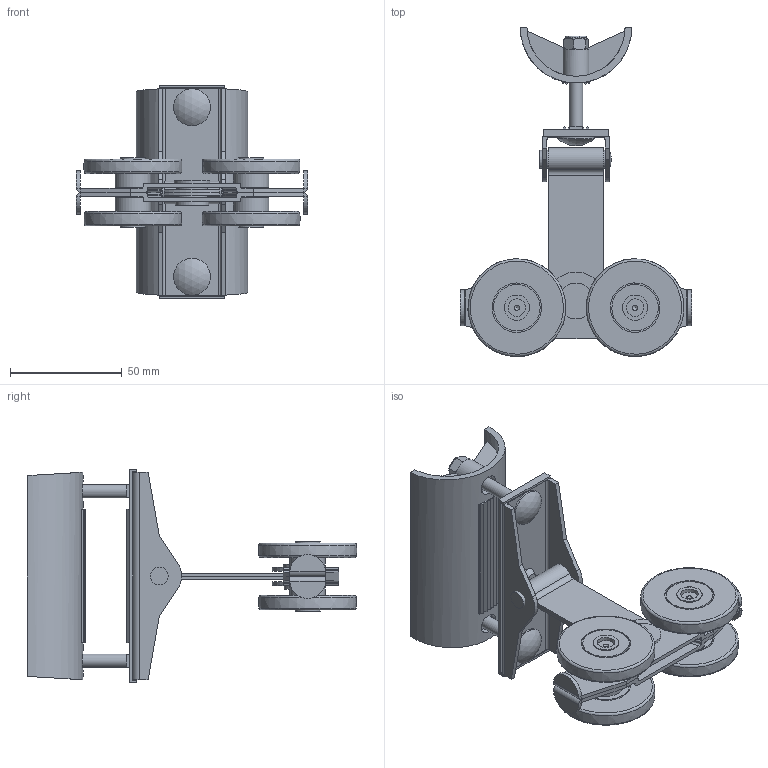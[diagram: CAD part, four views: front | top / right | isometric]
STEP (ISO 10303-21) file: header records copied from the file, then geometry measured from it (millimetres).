
FILE_DESCRIPTION((''),'2;1');
FILE_NAME('2452P.stp','2013-11-07T10:40:28',('DOMINIQUE'),(''),'Autodesk Inventor 2013','Autodesk Inventor 2013','');
FILE_SCHEMA(('AUTOMOTIVE_DESIGN { 1 0 10303 214 1 1 1 1 }'));
Length unit declared in the file: millimetre
Products named in the file (12): 2452P; 15212 MONT; 15170; 15214 serti; 18477; 15305; 14767 mont; 15344; 15344Bis; 04514; 06021; 15125
Assembly tree (18 placements, depth 2):
  2452P
    15212 MONT
    15170  x2
    15214 serti  x2
    18477  x4
    15305
    14767 mont
    15344
    15344Bis
    04514  x2
    06021  x2
    15125
Bounding box: 103.6 x 147.65 x 95.5 mm (x, y, z)
Volume: 105365.9 mm3; surface area: 80327.9 mm2
Topology: 18 solids, 18 shells, 478 faces, 1109 edges, 701 vertices
Faces by surface type: plane 296, cylinder 134, torus 22, cone 19, bspline 5, sphere 2
Full cylindrical faces by diameter (mm): 2.35 x4, 4.917 x2, 6 x3, 6.1 x2, 6.4 x1, 6.5 x2, 7.8 x4, 8 x2, 8.1 x1, 9 x2, 9.182 x2, 9.9 x4, 10.05 x4, 11.3 x4, 13.9 x1, 14.2 x4, 15 x1, 16 x5, 16.55 x2, 20.83 x8, 22.17 x8
Entity records: 9332 total; most frequent: CARTESIAN_POINT 1951, DIRECTION 1490, ORIENTED_EDGE 1330, EDGE_CURVE 665, AXIS2_PLACEMENT_3D 520, VERTEX_POINT 451, VECTOR 450, LINE 450
